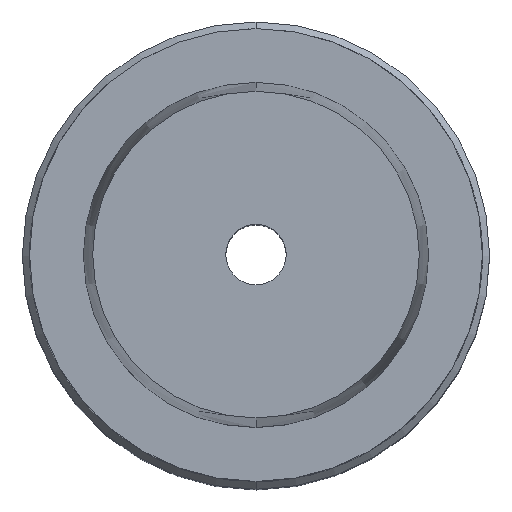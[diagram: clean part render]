
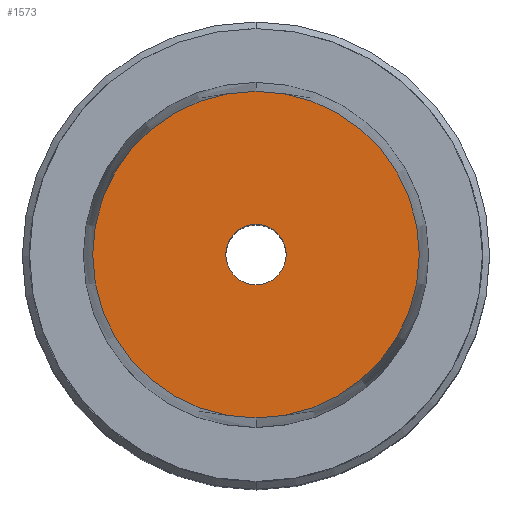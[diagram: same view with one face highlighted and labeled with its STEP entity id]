
A CAD part, top view. The second image highlights one B-rep face of the part: STEP entity #1573.
In plain terms, the highlighted planar face has unit normal (0, 0, 1).
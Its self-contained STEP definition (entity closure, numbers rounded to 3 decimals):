
#165=CARTESIAN_POINT('',(0.,0.,32.));
#166=DIRECTION('',(0.,0.,1.));
#167=DIRECTION('',(0.,1.,0.));
#168=AXIS2_PLACEMENT_3D('',#165,#166,#167);
#173=CARTESIAN_POINT('',(0.,0.,32.));
#174=DIRECTION('',(0.,0.,-1.));
#175=DIRECTION('',(0.,1.,0.));
#176=AXIS2_PLACEMENT_3D('',#173,#174,#175);
#181=CARTESIAN_POINT('',(0.,0.,32.));
#182=DIRECTION('',(0.,0.,-1.));
#183=DIRECTION('',(0.,1.,0.));
#184=AXIS2_PLACEMENT_3D('',#181,#182,#183);
#189=CARTESIAN_POINT('',(0.,0.,32.));
#190=DIRECTION('',(0.,0.,-1.));
#191=DIRECTION('',(0.,-1.,0.));
#192=AXIS2_PLACEMENT_3D('',#189,#190,#191);
#1301=CARTESIAN_POINT('',(0.,4.2,32.));
#1302=CARTESIAN_POINT('',(0.,-4.2,32.));
#1303=VERTEX_POINT('',#1301);
#1304=VERTEX_POINT('',#1302);
#1351=CARTESIAN_POINT('',(0.,22.717,32.));
#1352=VERTEX_POINT('',#1351);
#1353=CARTESIAN_POINT('',(0.,-22.717,32.));
#1354=VERTEX_POINT('',#1353);
#1558=CARTESIAN_POINT('',(0.,0.,32.));
#1559=DIRECTION('',(0.,0.,-1.));
#1560=DIRECTION('',(0.,-1.,0.));
#1561=AXIS2_PLACEMENT_3D('',#1558,#1559,#1560);
#1562=PLANE('',#1561);
#1564=ORIENTED_EDGE('',*,*,#1563,.F.);
#1566=ORIENTED_EDGE('',*,*,#1565,.T.);
#1567=EDGE_LOOP('',(#1564,#1566));
#1568=FACE_OUTER_BOUND('',#1567,.F.);
#1569=ORIENTED_EDGE('',*,*,#1538,.F.);
#1570=ORIENTED_EDGE('',*,*,#1552,.F.);
#1571=EDGE_LOOP('',(#1569,#1570));
#1572=FACE_BOUND('',#1571,.F.);
#169=CIRCLE('',#168,22.717);
#177=CIRCLE('',#176,22.717);
#185=CIRCLE('',#184,4.2);
#193=CIRCLE('',#192,4.2);
#1538=EDGE_CURVE('',#1303,#1304,#185,.T.);
#1552=EDGE_CURVE('',#1304,#1303,#193,.T.);
#1563=EDGE_CURVE('',#1352,#1354,#169,.T.);
#1565=EDGE_CURVE('',#1352,#1354,#177,.T.);
#1573=ADVANCED_FACE('',(#1568,#1572),#1562,.F.);
